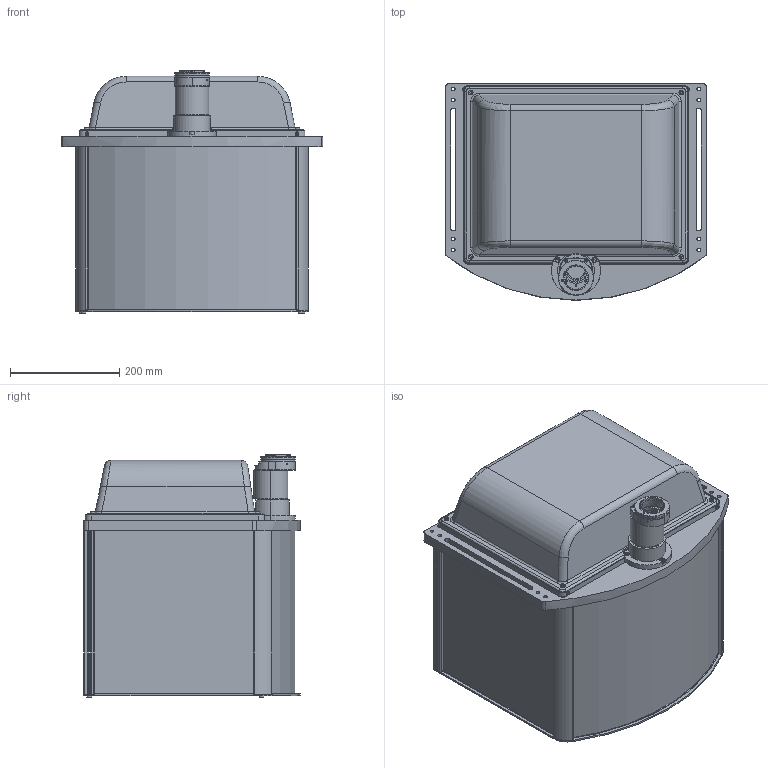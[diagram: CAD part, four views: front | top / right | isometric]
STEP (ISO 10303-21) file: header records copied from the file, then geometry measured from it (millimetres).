
FILE_DESCRIPTION (( 'STEP AP203' ), '1' );
FILE_NAME ('DP28566_TCCP5MHR260-F.step', '2019-09-26T09:24:25', ( '' ), ( '' ), 'SwSTEP 2.0', 'SolidWorks 2018', '' );
FILE_SCHEMA (( 'CONFIG_CONTROL_DESIGN' ));
Length unit declared in the file: millimetre
Products named in the file (2): DP28566_TCCP5MHR260-F
Bounding box: 480 x 396.7 x 445.21 mm (x, y, z)
Surface area: 1203574.3 mm2 (no closed solid volume)
Topology: 0 solids, 92 shells, 471 faces, 1892 edges, 1496 vertices
Faces by surface type: plane 219, cylinder 192, torus 28, cone 24, bspline 8
Entity records: 20434 total; most frequent: CARTESIAN_POINT 4377, DIRECTION 3537, ORIENTED_EDGE 2567, EDGE_CURVE 1888, VERTEX_POINT 1496, AXIS2_PLACEMENT_3D 1222, LINE 1093, VECTOR 1093
